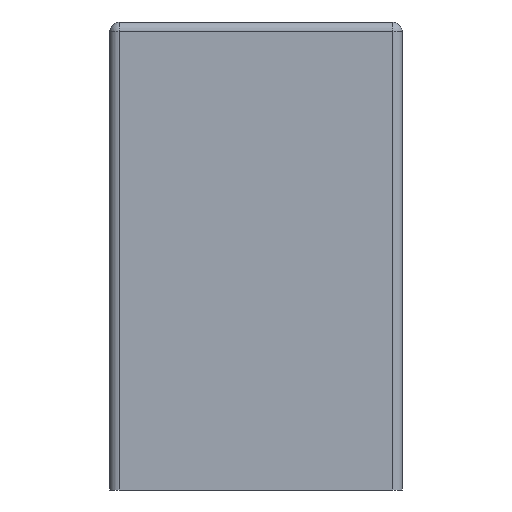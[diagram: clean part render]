
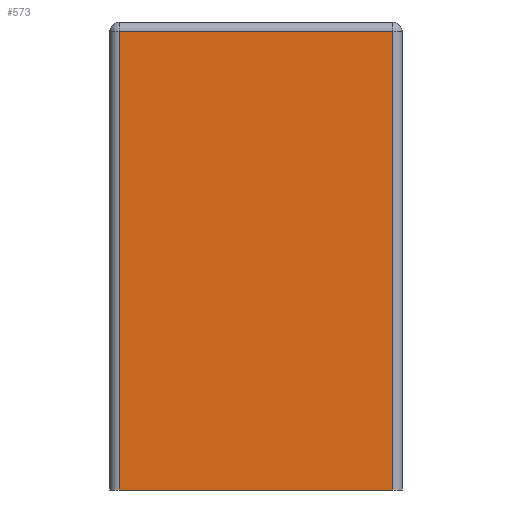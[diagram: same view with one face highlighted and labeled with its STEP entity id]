
A CAD part, front view. The second image highlights one B-rep face of the part: STEP entity #573.
In plain terms, the highlighted planar face has unit normal (0, -1, 0).
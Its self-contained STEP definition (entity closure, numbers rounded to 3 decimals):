
#537=AXIS2_PLACEMENT_3D('Plane Axis2P3D',#534,#535,#536) ;
#534=CARTESIAN_POINT('Axis2P3D Location',(-2428.179,-19.,935.)) ;
#539=CARTESIAN_POINT('Line Origine',(-2420.679,-19.,935.)) ;
#543=CARTESIAN_POINT('Vertex',(-2427.679,-19.,935.)) ;
#545=CARTESIAN_POINT('Vertex',(-2413.679,-19.,935.)) ;
#548=CARTESIAN_POINT('Line Origine',(-2413.679,-19.,946.75)) ;
#552=CARTESIAN_POINT('Vertex',(-2413.679,-19.,958.5)) ;
#555=CARTESIAN_POINT('Line Origine',(-2420.679,-19.,958.5)) ;
#559=CARTESIAN_POINT('Vertex',(-2427.679,-19.,958.5)) ;
#562=CARTESIAN_POINT('Line Origine',(-2427.679,-19.,946.75)) ;
#535=DIRECTION('Axis2P3D Direction',(0.,-1.,0.)) ;
#536=DIRECTION('Axis2P3D XDirection',(1.,0.,0.)) ;
#540=DIRECTION('Vector Direction',(1.,0.,0.)) ;
#549=DIRECTION('Vector Direction',(0.,0.,1.)) ;
#556=DIRECTION('Vector Direction',(1.,0.,0.)) ;
#563=DIRECTION('Vector Direction',(0.,0.,1.)) ;
#541=VECTOR('Line Direction',#540,1.) ;
#550=VECTOR('Line Direction',#549,1.) ;
#557=VECTOR('Line Direction',#556,1.) ;
#564=VECTOR('Line Direction',#563,1.) ;
#568=ORIENTED_EDGE('',*,*,#547,.T.) ;
#569=ORIENTED_EDGE('',*,*,#554,.F.) ;
#570=ORIENTED_EDGE('',*,*,#561,.F.) ;
#571=ORIENTED_EDGE('',*,*,#566,.F.) ;
#573=ADVANCED_FACE('PartBody',(#572),#538,.T.) ;
#547=EDGE_CURVE('',#544,#546,#542,.T.) ;
#554=EDGE_CURVE('',#553,#546,#551,.F.) ;
#561=EDGE_CURVE('',#560,#553,#558,.T.) ;
#566=EDGE_CURVE('',#544,#560,#565,.T.) ;
#567=EDGE_LOOP('',(#568,#569,#570,#571)) ;
#572=FACE_OUTER_BOUND('',#567,.T.) ;
#542=LINE('Line',#539,#541) ;
#551=LINE('Line',#548,#550) ;
#558=LINE('Line',#555,#557) ;
#565=LINE('Line',#562,#564) ;
#538=PLANE('',#537) ;
#544=VERTEX_POINT('',#543) ;
#546=VERTEX_POINT('',#545) ;
#553=VERTEX_POINT('',#552) ;
#560=VERTEX_POINT('',#559) ;
